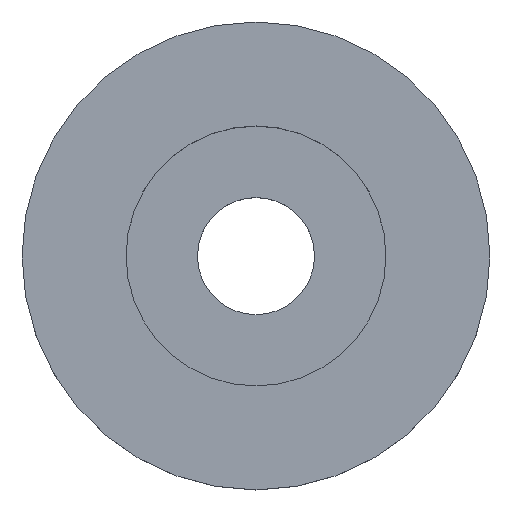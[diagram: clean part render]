
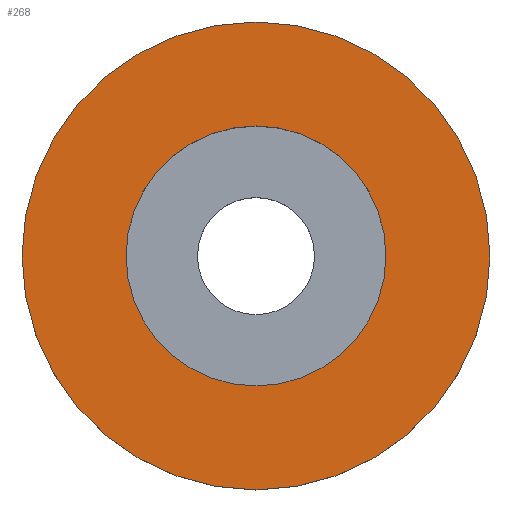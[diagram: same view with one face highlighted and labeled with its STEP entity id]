
A CAD part, top view. The second image highlights one B-rep face of the part: STEP entity #268.
In plain terms, the highlighted planar face has unit normal (0, 0, 1).
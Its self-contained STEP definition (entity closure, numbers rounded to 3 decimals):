
#4 = DIRECTION ( 'NONE',  ( 1., 0., 0. ) ) ;
#10 = DIRECTION ( 'NONE',  ( 0., 0., 1. ) ) ;
#20 = FACE_BOUND ( 'NONE', #366, .T. ) ;
#37 = VERTEX_POINT ( 'NONE', #407 ) ;
#58 = EDGE_CURVE ( 'NONE', #334, #37, #182, .T. ) ;
#69 = AXIS2_PLACEMENT_3D ( 'NONE', #398, #10, #337 ) ;
#71 = CARTESIAN_POINT ( 'NONE',  ( 9., 0., 2. ) ) ;
#79 = VERTEX_POINT ( 'NONE', #379 ) ;
#82 = ORIENTED_EDGE ( 'NONE', *, *, #377, .F. ) ;
#92 = DIRECTION ( 'NONE',  ( 0., 0., 1. ) ) ;
#101 = CARTESIAN_POINT ( 'NONE',  ( 0., 0., 2. ) ) ;
#123 = DIRECTION ( 'NONE',  ( 0., 0., 1. ) ) ;
#152 = CIRCLE ( 'NONE', #69, 5. ) ;
#155 = AXIS2_PLACEMENT_3D ( 'NONE', #198, #313, #387 ) ;
#173 = DIRECTION ( 'NONE',  ( 1., 0., 0. ) ) ;
#182 = CIRCLE ( 'NONE', #254, 9. ) ;
#186 = EDGE_CURVE ( 'NONE', #37, #334, #316, .T. ) ;
#194 = AXIS2_PLACEMENT_3D ( 'NONE', #101, #421, #173 ) ;
#198 = CARTESIAN_POINT ( 'NONE',  ( 0., 0., 2. ) ) ;
#247 = CARTESIAN_POINT ( 'NONE',  ( 5., 0., 2. ) ) ;
#254 = AXIS2_PLACEMENT_3D ( 'NONE', #302, #123, #410 ) ;
#262 = ORIENTED_EDGE ( 'NONE', *, *, #374, .F. ) ;
#268 = ADVANCED_FACE ( 'NONE', ( #20, #426 ), #351, .T. ) ;
#302 = CARTESIAN_POINT ( 'NONE',  ( 0., 0., 2. ) ) ;
#313 = DIRECTION ( 'NONE',  ( 0., 0., 1. ) ) ;
#316 = CIRCLE ( 'NONE', #155, 9. ) ;
#320 = VERTEX_POINT ( 'NONE', #247 ) ;
#334 = VERTEX_POINT ( 'NONE', #71 ) ;
#337 = DIRECTION ( 'NONE',  ( 1., 0., 0. ) ) ;
#345 = ORIENTED_EDGE ( 'NONE', *, *, #58, .T. ) ;
#351 = PLANE ( 'NONE',  #382 ) ;
#358 = CARTESIAN_POINT ( 'NONE',  ( 0., 0., 2. ) ) ;
#366 = EDGE_LOOP ( 'NONE', ( #82, #262 ) ) ;
#373 = CIRCLE ( 'NONE', #194, 5. ) ;
#374 = EDGE_CURVE ( 'NONE', #79, #320, #373, .T. ) ;
#377 = EDGE_CURVE ( 'NONE', #320, #79, #152, .T. ) ;
#379 = CARTESIAN_POINT ( 'NONE',  ( -5., 0., 2. ) ) ;
#382 = AXIS2_PLACEMENT_3D ( 'NONE', #358, #92, #4 ) ;
#384 = ORIENTED_EDGE ( 'NONE', *, *, #186, .T. ) ;
#387 = DIRECTION ( 'NONE',  ( 1., 0., 0. ) ) ;
#398 = CARTESIAN_POINT ( 'NONE',  ( 0., 0., 2. ) ) ;
#407 = CARTESIAN_POINT ( 'NONE',  ( -9., 0., 2. ) ) ;
#410 = DIRECTION ( 'NONE',  ( 1., 0., 0. ) ) ;
#421 = DIRECTION ( 'NONE',  ( 0., 0., 1. ) ) ;
#426 = FACE_OUTER_BOUND ( 'NONE', #449, .T. ) ;
#449 = EDGE_LOOP ( 'NONE', ( #384, #345 ) ) ;
